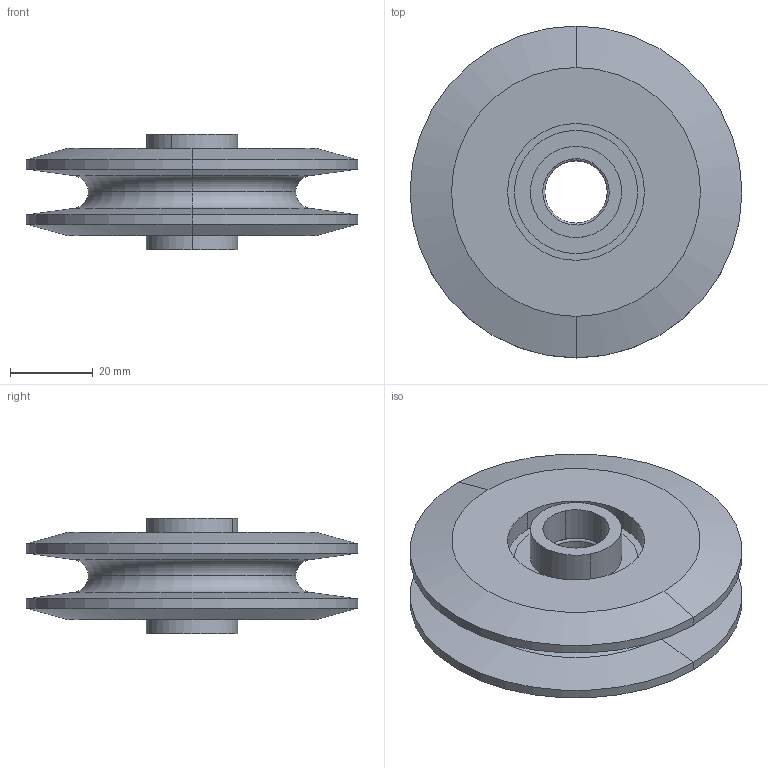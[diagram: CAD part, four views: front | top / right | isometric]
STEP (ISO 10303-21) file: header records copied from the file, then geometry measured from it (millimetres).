
FILE_DESCRIPTION (( 'STEP AP214' ), '1' );
FILE_NAME ('0023798_SEK-080-2_(A-01).step', '2019-09-05T10:59:25', ( '' ), ( '' ), 'SwSTEP 2.0', 'SolidWorks 2018', '' );
FILE_SCHEMA (( 'AUTOMOTIVE_DESIGN' ));
Length unit declared in the file: millimetre
Products named in the file (1): 0023798_SEK-080-2_(A-01)
Bounding box: 80 x 80 x 27.8 mm (x, y, z)
Volume: 63204.7 mm3; surface area: 29377.7 mm2
Topology: 8 solids, 8 shells, 96 faces, 192 edges, 116 vertices
Faces by surface type: cylinder 46, torus 22, plane 20, cone 8
Entity records: 3711 total; most frequent: DIRECTION 524, CARTESIAN_POINT 405, ORIENTED_EDGE 384, AXIS2_PLACEMENT_3D 235, EDGE_CURVE 192, CIRCLE 138, EDGE_LOOP 116, VERTEX_POINT 116
